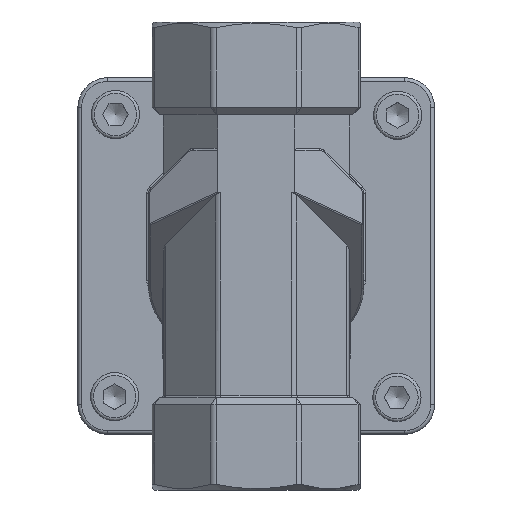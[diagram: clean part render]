
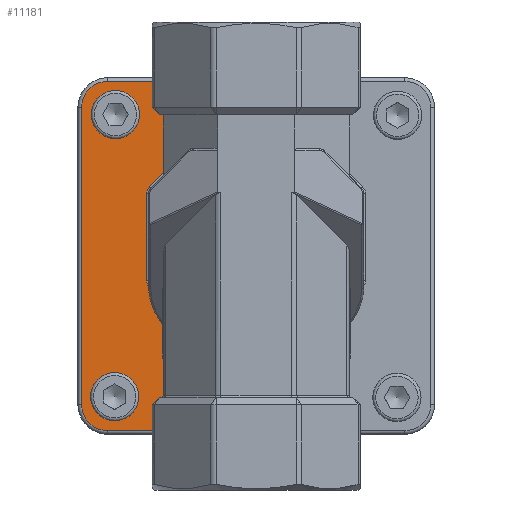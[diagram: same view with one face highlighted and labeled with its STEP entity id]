
A CAD part, front view. The second image highlights one B-rep face of the part: STEP entity #11181.
In plain terms, the highlighted planar face has unit normal (0, -1, 0).
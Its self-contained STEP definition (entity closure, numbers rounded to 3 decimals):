
#254=B_SPLINE_CURVE_WITH_KNOTS('',3,(#17175,#17176,#17177,#17178),
 .UNSPECIFIED.,.F.,.F.,(4,4),(-2.266,-0.964),
 .UNSPECIFIED.);
#255=B_SPLINE_CURVE_WITH_KNOTS('',3,(#17180,#17181,#17182,#17183,#17184),
 .UNSPECIFIED.,.F.,.F.,(4,1,4),(-0.299,-0.128,-0.025),
 .UNSPECIFIED.);
#537=LINE('',#17145,#1407);
#539=LINE('',#17151,#1409);
#543=LINE('',#17171,#1413);
#544=LINE('',#17186,#1414);
#545=LINE('',#17190,#1415);
#546=LINE('',#17194,#1416);
#547=LINE('',#17196,#1417);
#548=LINE('',#17198,#1418);
#549=LINE('',#17200,#1419);
#550=LINE('',#17202,#1420);
#551=LINE('',#17204,#1421);
#552=LINE('',#17208,#1422);
#1407=VECTOR('',#13347,10.);
#1409=VECTOR('',#13355,10.);
#1413=VECTOR('',#13369,10.);
#1414=VECTOR('',#13374,10.);
#1415=VECTOR('',#13377,10.);
#1416=VECTOR('',#13380,10.);
#1417=VECTOR('',#13381,10.);
#1418=VECTOR('',#13382,10.);
#1419=VECTOR('',#13383,10.);
#1420=VECTOR('',#13384,10.);
#1421=VECTOR('',#13385,10.);
#1422=VECTOR('',#13388,10.);
#2560=FACE_OUTER_BOUND('',#3230,.T.);
#3230=EDGE_LOOP('',(#7263,#7264,#7265,#7266,#7267,#7268,#7269,#7270,#7271,
#7272,#7273,#7274,#7275,#7276,#7277,#7278,#7279,#7280));
#3967=CIRCLE('',#12077,2.5);
#3968=CIRCLE('',#12078,2.5);
#3969=CIRCLE('',#12079,7.);
#3970=CIRCLE('',#12080,7.);
#4477=VERTEX_POINT('',#17079);
#4484=VERTEX_POINT('',#17140);
#4485=VERTEX_POINT('',#17144);
#4491=VERTEX_POINT('',#17170);
#4492=VERTEX_POINT('',#17174);
#4493=VERTEX_POINT('',#17179);
#4494=VERTEX_POINT('',#17185);
#4495=VERTEX_POINT('',#17187);
#4496=VERTEX_POINT('',#17189);
#4497=VERTEX_POINT('',#17191);
#4498=VERTEX_POINT('',#17193);
#4499=VERTEX_POINT('',#17195);
#4500=VERTEX_POINT('',#17197);
#4501=VERTEX_POINT('',#17199);
#4502=VERTEX_POINT('',#17201);
#4503=VERTEX_POINT('',#17203);
#4504=VERTEX_POINT('',#17205);
#4505=VERTEX_POINT('',#17207);
#5534=EDGE_CURVE('',#4477,#4485,#537,.T.);
#5538=EDGE_CURVE('',#4485,#4484,#539,.T.);
#5545=EDGE_CURVE('',#4484,#4491,#543,.T.);
#5547=EDGE_CURVE('',#4492,#4477,#254,.T.);
#5548=EDGE_CURVE('',#4493,#4492,#255,.T.);
#5549=EDGE_CURVE('',#4494,#4493,#544,.T.);
#5550=EDGE_CURVE('',#4495,#4494,#3967,.T.);
#5551=EDGE_CURVE('',#4496,#4495,#545,.T.);
#5552=EDGE_CURVE('',#4497,#4496,#3968,.T.);
#5553=EDGE_CURVE('',#4498,#4497,#546,.T.);
#5554=EDGE_CURVE('',#4499,#4498,#547,.T.);
#5555=EDGE_CURVE('',#4499,#4500,#548,.T.);
#5556=EDGE_CURVE('',#4501,#4500,#549,.F.);
#5557=EDGE_CURVE('',#4501,#4502,#550,.T.);
#5558=EDGE_CURVE('',#4503,#4502,#551,.T.);
#5559=EDGE_CURVE('',#4504,#4503,#3969,.T.);
#5560=EDGE_CURVE('',#4505,#4504,#552,.T.);
#5561=EDGE_CURVE('',#4491,#4505,#3970,.T.);
#7263=ORIENTED_EDGE('',*,*,#5538,.F.);
#7264=ORIENTED_EDGE('',*,*,#5534,.F.);
#7265=ORIENTED_EDGE('',*,*,#5547,.F.);
#7266=ORIENTED_EDGE('',*,*,#5548,.F.);
#7267=ORIENTED_EDGE('',*,*,#5549,.F.);
#7268=ORIENTED_EDGE('',*,*,#5550,.F.);
#7269=ORIENTED_EDGE('',*,*,#5551,.F.);
#7270=ORIENTED_EDGE('',*,*,#5552,.F.);
#7271=ORIENTED_EDGE('',*,*,#5553,.F.);
#7272=ORIENTED_EDGE('',*,*,#5554,.F.);
#7273=ORIENTED_EDGE('',*,*,#5555,.T.);
#7274=ORIENTED_EDGE('',*,*,#5556,.F.);
#7275=ORIENTED_EDGE('',*,*,#5557,.T.);
#7276=ORIENTED_EDGE('',*,*,#5558,.F.);
#7277=ORIENTED_EDGE('',*,*,#5559,.F.);
#7278=ORIENTED_EDGE('',*,*,#5560,.F.);
#7279=ORIENTED_EDGE('',*,*,#5561,.F.);
#7280=ORIENTED_EDGE('',*,*,#5545,.F.);
#10214=PLANE('',#12076);
#11181=ADVANCED_FACE('',(#2560),#10214,.T.);
#12076=AXIS2_PLACEMENT_3D('',#17173,#13372,#13373);
#12077=AXIS2_PLACEMENT_3D('',#17188,#13375,#13376);
#12078=AXIS2_PLACEMENT_3D('',#17192,#13378,#13379);
#12079=AXIS2_PLACEMENT_3D('',#17206,#13386,#13387);
#12080=AXIS2_PLACEMENT_3D('',#17209,#13389,#13390);
#13347=DIRECTION('',(0.,0.,-1.));
#13355=DIRECTION('',(0.,0.,-1.));
#13369=DIRECTION('',(-1.,0.,0.));
#13372=DIRECTION('center_axis',(0.,-1.,0.));
#13373=DIRECTION('ref_axis',(0.,0.,-1.));
#13374=DIRECTION('',(0.,0.,-1.));
#13375=DIRECTION('center_axis',(0.,-1.,0.));
#13376=DIRECTION('ref_axis',(-0.924,0.,0.383));
#13377=DIRECTION('',(-0.707,0.,-0.707));
#13378=DIRECTION('center_axis',(0.,-1.,0.));
#13379=DIRECTION('ref_axis',(-0.383,0.,0.924));
#13380=DIRECTION('',(-1.,0.,0.));
#13381=DIRECTION('',(0.,0.,-1.));
#13382=DIRECTION('',(-1.,0.,0.));
#13383=DIRECTION('',(-0.816,0.,0.577));
#13384=DIRECTION('',(0.,0.,1.));
#13385=DIRECTION('',(1.,0.,0.));
#13386=DIRECTION('center_axis',(0.,1.,0.));
#13387=DIRECTION('ref_axis',(-0.707,0.,0.707));
#13388=DIRECTION('',(0.,0.,1.));
#13389=DIRECTION('center_axis',(0.,1.,0.));
#13390=DIRECTION('ref_axis',(-0.707,0.,-0.707));
#17079=CARTESIAN_POINT('',(-21.653,21.,-20.018));
#17140=CARTESIAN_POINT('',(-21.653,21.,-47.));
#17144=CARTESIAN_POINT('',(-21.653,21.,-39.332));
#17145=CARTESIAN_POINT('',(-21.653,21.,-9.656));
#17151=CARTESIAN_POINT('',(-21.653,21.,-9.656));
#17170=CARTESIAN_POINT('',(-40.,21.,-47.));
#17171=CARTESIAN_POINT('',(24.,21.,-47.));
#17173=CARTESIAN_POINT('Origin',(0.,21.,0.));
#17174=CARTESIAN_POINT('',(-28.122,21.,-8.85));
#17175=CARTESIAN_POINT('Ctrl Pts',(-28.122,21.,-8.85));
#17176=CARTESIAN_POINT('Ctrl Pts',(-26.82,21.,-12.987));
#17177=CARTESIAN_POINT('Ctrl Pts',(-24.594,21.,-16.83));
#17178=CARTESIAN_POINT('Ctrl Pts',(-21.653,21.,-20.018));
#17179=CARTESIAN_POINT('',(-29.479,21.,-6.626));
#17180=CARTESIAN_POINT('Ctrl Pts',(-29.479,21.,-6.626));
#17181=CARTESIAN_POINT('Ctrl Pts',(-29.479,21.,-7.196));
#17182=CARTESIAN_POINT('Ctrl Pts',(-29.154,21.,-8.106));
#17183=CARTESIAN_POINT('Ctrl Pts',(-28.427,21.,-8.693));
#17184=CARTESIAN_POINT('Ctrl Pts',(-28.121,21.,-8.85));
#17185=CARTESIAN_POINT('',(-29.479,21.,16.832));
#17186=CARTESIAN_POINT('',(-29.479,21.,8.83));
#17187=CARTESIAN_POINT('',(-28.747,21.,18.6));
#17188=CARTESIAN_POINT('Origin',(-26.979,21.,16.832));
#17189=CARTESIAN_POINT('',(-18.6,21.,28.747));
#17190=CARTESIAN_POINT('',(-20.844,21.,26.503));
#17191=CARTESIAN_POINT('',(-16.832,21.,29.479));
#17192=CARTESIAN_POINT('Origin',(-16.832,21.,26.979));
#17193=CARTESIAN_POINT('',(-14.355,21.,29.479));
#17194=CARTESIAN_POINT('',(8.83,21.,29.479));
#17195=CARTESIAN_POINT('',(-14.355,21.,38.));
#17196=CARTESIAN_POINT('',(-14.355,21.,0.));
#17197=CARTESIAN_POINT('',(-15.77,21.,38.));
#17198=CARTESIAN_POINT('',(0.,21.,38.));
#17199=CARTESIAN_POINT('',(-18.598,21.,40.));
#17200=CARTESIAN_POINT('',(-4.266,21.,29.866));
#17201=CARTESIAN_POINT('',(-18.598,21.,47.));
#17202=CARTESIAN_POINT('',(-18.598,21.,31.5));
#17203=CARTESIAN_POINT('',(-40.,21.,47.));
#17204=CARTESIAN_POINT('',(-24.,21.,47.));
#17205=CARTESIAN_POINT('',(-47.,21.,40.));
#17206=CARTESIAN_POINT('Origin',(-40.,21.,40.));
#17207=CARTESIAN_POINT('',(-47.,21.,-40.));
#17208=CARTESIAN_POINT('',(-47.,21.,-24.));
#17209=CARTESIAN_POINT('Origin',(-40.,21.,-40.));
